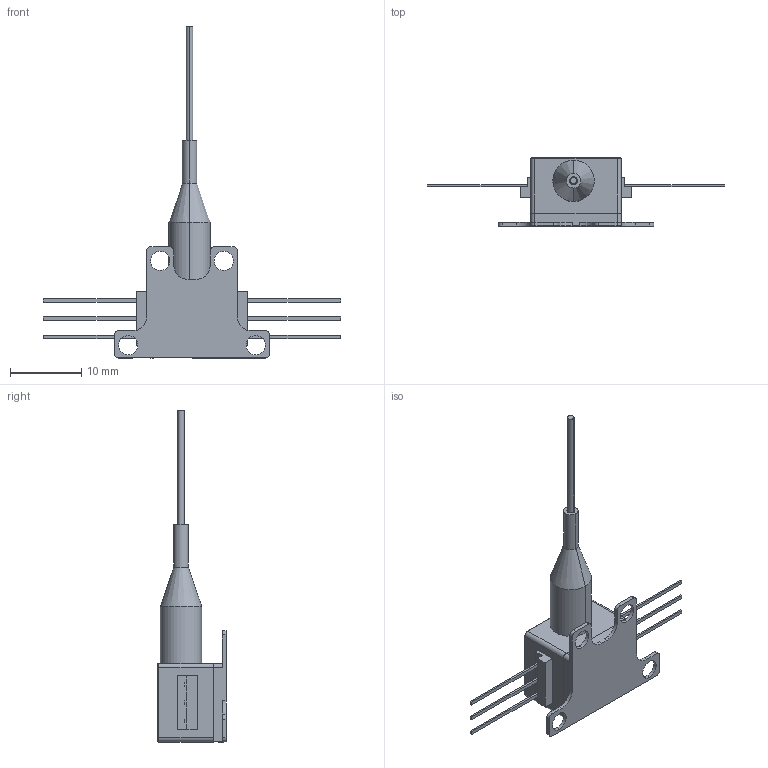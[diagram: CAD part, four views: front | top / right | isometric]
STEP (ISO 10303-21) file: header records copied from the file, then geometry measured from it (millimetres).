
FILE_DESCRIPTION (( 'STEP AP214' ), '1' );
FILE_NAME ('21567.E0W.STEP', '2010-10-01T21:08:53', ( 'User' ), ( 'Thorlabs' ), 'SwSTEP 2.0', 'SolidWorks 2009', '' );
FILE_SCHEMA (( 'AUTOMOTIVE_DESIGN' ));
Length unit declared in the file: millimetre
Products named in the file (1): 21567.E0W
Bounding box: 41.6 x 9.53 x 46.5 mm (x, y, z)
Surface area: 1922.3 mm2 (no closed solid volume)
Topology: 0 solids, 14 shells, 276 faces, 1077 edges, 770 vertices
Faces by surface type: plane 192, cylinder 44, bspline 38, cone 2
Entity records: 18583 total; most frequent: CARTESIAN_POINT 7094, ORIENTED_EDGE 1666, DIRECTION 1505, EDGE_CURVE 1077, VECTOR 799, LINE 799, VERTEX_POINT 770, AXIS2_PLACEMENT_3D 353
